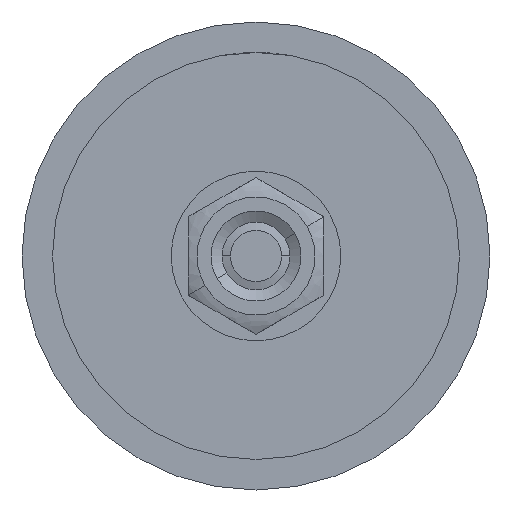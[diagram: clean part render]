
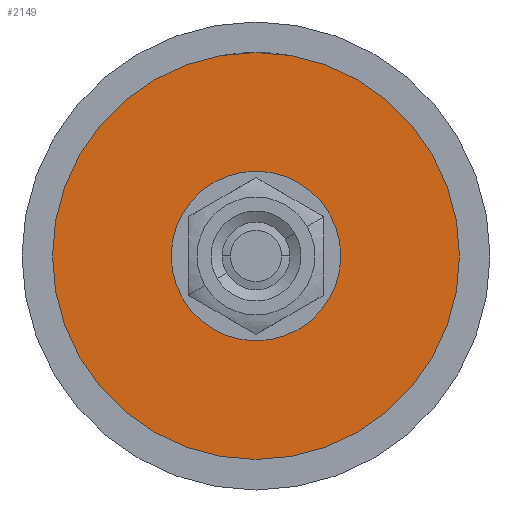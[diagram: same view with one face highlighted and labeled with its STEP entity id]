
A CAD part, front view. The second image highlights one B-rep face of the part: STEP entity #2149.
In plain terms, the highlighted planar face has unit normal (0, -1, 0).
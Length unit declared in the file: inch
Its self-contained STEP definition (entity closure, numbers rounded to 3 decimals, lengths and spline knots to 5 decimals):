
#5 = EDGE_LOOP ( 'NONE', ( #7631, #8442 ) ) ;
#911 = CARTESIAN_POINT ( 'NONE',  ( 0., -0.24358, 0. ) ) ;
#1083 = AXIS2_PLACEMENT_3D ( 'NONE', #9370, #8370, #8127 ) ;
#1168 = DIRECTION ( 'NONE',  ( 0., -1., 0. ) ) ;
#1198 = ORIENTED_EDGE ( 'NONE', *, *, #16147, .F. ) ;
#1822 = PLANE ( 'NONE',  #1083 ) ;
#1931 = VERTEX_POINT ( 'NONE', #16190 ) ;
#2149 = ADVANCED_FACE ( 'NONE', ( #4325, #11894 ), #1822, .F. ) ;
#2423 = VERTEX_POINT ( 'NONE', #5369 ) ;
#3437 = EDGE_CURVE ( 'NONE', #13963, #2423, #3891, .T. ) ;
#3539 = AXIS2_PLACEMENT_3D ( 'NONE', #7448, #15162, #13582 ) ;
#3891 = CIRCLE ( 'NONE', #14097, 0.75 ) ;
#4325 = FACE_BOUND ( 'NONE', #10797, .T. ) ;
#5144 = CIRCLE ( 'NONE', #3539, 0.1405 ) ;
#5369 = CARTESIAN_POINT ( 'NONE',  ( 0., -0.24358, 0.75 ) ) ;
#6253 = DIRECTION ( 'NONE',  ( 0., 0., -1. ) ) ;
#6448 = DIRECTION ( 'NONE',  ( 0., -1., 0. ) ) ;
#7011 = AXIS2_PLACEMENT_3D ( 'NONE', #911, #13987, #7362 ) ;
#7156 = EDGE_CURVE ( 'NONE', #1931, #13215, #13443, .T. ) ;
#7362 = DIRECTION ( 'NONE',  ( 0., 0., -1. ) ) ;
#7448 = CARTESIAN_POINT ( 'NONE',  ( 0., -0.24358, 0. ) ) ;
#7631 = ORIENTED_EDGE ( 'NONE', *, *, #3437, .T. ) ;
#7879 = CARTESIAN_POINT ( 'NONE',  ( 0., -0.24358, -0.1405 ) ) ;
#8127 = DIRECTION ( 'NONE',  ( 0., 0., 1. ) ) ;
#8370 = DIRECTION ( 'NONE',  ( 0., 1., 0. ) ) ;
#8442 = ORIENTED_EDGE ( 'NONE', *, *, #9105, .T. ) ;
#9105 = EDGE_CURVE ( 'NONE', #2423, #13963, #16531, .T. ) ;
#9370 = CARTESIAN_POINT ( 'NONE',  ( 0., -0.24358, 0.1405 ) ) ;
#10797 = EDGE_LOOP ( 'NONE', ( #1198, #14026 ) ) ;
#10911 = CARTESIAN_POINT ( 'NONE',  ( 0., -0.24358, -0.75 ) ) ;
#11246 = DIRECTION ( 'NONE',  ( 0., 0., -1. ) ) ;
#11894 = FACE_OUTER_BOUND ( 'NONE', #5, .T. ) ;
#13215 = VERTEX_POINT ( 'NONE', #7879 ) ;
#13443 = CIRCLE ( 'NONE', #7011, 0.1405 ) ;
#13582 = DIRECTION ( 'NONE',  ( 0., 0., -1. ) ) ;
#13828 = CARTESIAN_POINT ( 'NONE',  ( 0., -0.24358, 0. ) ) ;
#13848 = AXIS2_PLACEMENT_3D ( 'NONE', #15199, #6448, #11246 ) ;
#13963 = VERTEX_POINT ( 'NONE', #10911 ) ;
#13987 = DIRECTION ( 'NONE',  ( 0., -1., 0. ) ) ;
#14026 = ORIENTED_EDGE ( 'NONE', *, *, #7156, .F. ) ;
#14097 = AXIS2_PLACEMENT_3D ( 'NONE', #13828, #1168, #6253 ) ;
#15162 = DIRECTION ( 'NONE',  ( 0., -1., 0. ) ) ;
#15199 = CARTESIAN_POINT ( 'NONE',  ( 0., -0.24358, 0. ) ) ;
#16147 = EDGE_CURVE ( 'NONE', #13215, #1931, #5144, .T. ) ;
#16190 = CARTESIAN_POINT ( 'NONE',  ( 0., -0.24358, 0.1405 ) ) ;
#16531 = CIRCLE ( 'NONE', #13848, 0.75 ) ;
